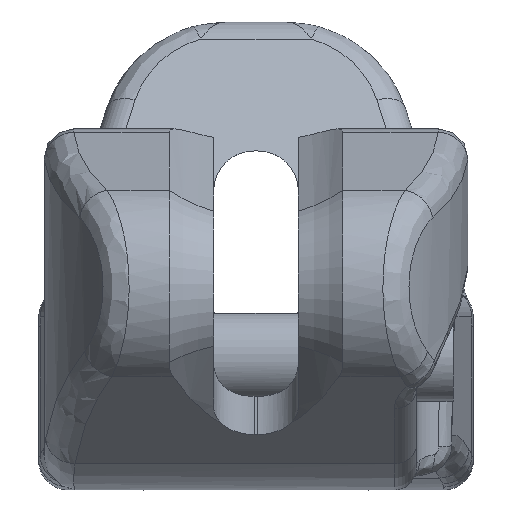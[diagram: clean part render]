
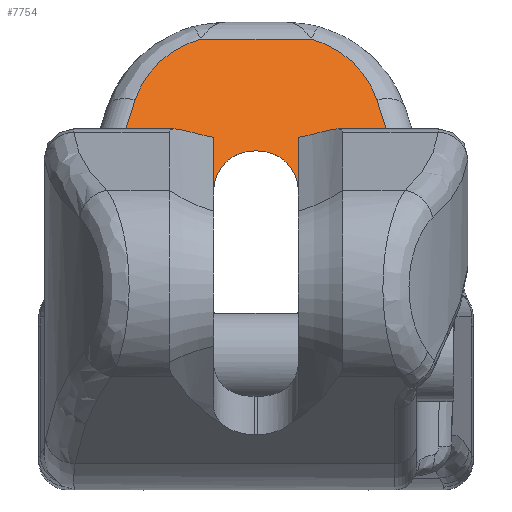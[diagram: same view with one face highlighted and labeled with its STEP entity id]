
A CAD part, front view. The second image highlights one B-rep face of the part: STEP entity #7754.
In plain terms, the highlighted planar face has unit normal (0, -0.843, 0.537).
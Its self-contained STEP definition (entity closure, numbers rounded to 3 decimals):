
#942=DIRECTION('',(0.,0.537,0.843));
#943=VECTOR('',#942,5.539);
#944=CARTESIAN_POINT('',(-5.75,10.628,8.329));
#945=LINE('',#944,#943);
#946=DIRECTION('',(1.,0.,0.));
#947=VECTOR('',#946,15.038);
#948=CARTESIAN_POINT('',(-7.519,26.783,33.686));
#949=LINE('',#948,#947);
#950=DIRECTION('',(0.,0.537,0.843));
#951=VECTOR('',#950,5.539);
#952=CARTESIAN_POINT('',(5.75,10.628,8.329));
#953=LINE('',#952,#951);
#958=DIRECTION('',(1.,0.,0.));
#959=VECTOR('',#958,0.5);
#960=CARTESIAN_POINT('',(-0.25,17.108,18.5));
#961=LINE('',#960,#959);
#980=CARTESIAN_POINT('',(-0.25,17.108,18.5));
#981=CARTESIAN_POINT('',(-0.751,17.108,18.5));
#982=CARTESIAN_POINT('',(-1.603,17.028,18.374));
#983=CARTESIAN_POINT('',(-2.995,16.699,17.858));
#984=CARTESIAN_POINT('',(-4.319,16.065,16.863));
#985=CARTESIAN_POINT('',(-5.4,15.031,15.24));
#986=CARTESIAN_POINT('',(-5.75,14.143,13.845));
#987=CARTESIAN_POINT('',(-5.75,13.604,13.));
#2021=DIRECTION('',(1.,0.,0.));
#2022=VECTOR('',#2021,16.062);
#2023=CARTESIAN_POINT('',(5.75,10.628,8.329));
#2024=LINE('',#2023,#2022);
#2046=DIRECTION('',(-0.259,0.519,0.815));
#2047=VECTOR('',#2046,20.988);
#2048=CARTESIAN_POINT('',(21.812,10.628,8.329));
#2049=LINE('',#2048,#2047);
#2059=CARTESIAN_POINT('',(16.386,21.522,25.428));
#2060=CARTESIAN_POINT('',(16.23,21.836,25.921));
#2061=CARTESIAN_POINT('',(15.853,22.445,26.878));
#2062=CARTESIAN_POINT('',(15.093,23.313,28.24));
#2063=CARTESIAN_POINT('',(14.159,24.114,29.497));
#2064=CARTESIAN_POINT('',(13.067,24.838,30.634));
#2065=CARTESIAN_POINT('',(11.836,25.477,31.636));
#2066=CARTESIAN_POINT('',(10.487,26.02,32.489));
#2067=CARTESIAN_POINT('',(9.041,26.464,33.185));
#2068=CARTESIAN_POINT('',(8.035,26.688,33.538));
#2069=CARTESIAN_POINT('',(7.519,26.783,33.686));
#2103=CARTESIAN_POINT('',(7.519,26.783,33.686));
#2864=CARTESIAN_POINT('',(-7.519,26.783,33.686));
#2879=CARTESIAN_POINT('',(-16.386,21.522,25.428));
#2880=CARTESIAN_POINT('',(-16.23,21.836,25.921));
#2881=CARTESIAN_POINT('',(-15.853,22.445,26.878));
#2882=CARTESIAN_POINT('',(-15.093,23.313,28.24));
#2883=CARTESIAN_POINT('',(-14.159,24.114,29.497));
#2884=CARTESIAN_POINT('',(-13.067,24.838,30.634));
#2885=CARTESIAN_POINT('',(-11.836,25.477,31.636));
#2886=CARTESIAN_POINT('',(-10.487,26.02,32.489));
#2887=CARTESIAN_POINT('',(-9.041,26.464,33.185));
#2888=CARTESIAN_POINT('',(-8.035,26.688,33.538));
#2889=CARTESIAN_POINT('',(-7.519,26.783,33.686));
#2908=DIRECTION('',(0.259,0.519,0.815));
#2909=VECTOR('',#2908,20.988);
#2910=CARTESIAN_POINT('',(-21.812,10.628,8.329));
#2911=LINE('',#2910,#2909);
#2942=DIRECTION('',(-1.,0.,0.));
#2943=VECTOR('',#2942,16.062);
#2944=CARTESIAN_POINT('',(-5.75,10.628,8.329));
#2945=LINE('',#2944,#2943);
#3068=CARTESIAN_POINT('',(0.25,17.108,18.5));
#3069=CARTESIAN_POINT('',(0.751,17.108,18.5));
#3070=CARTESIAN_POINT('',(1.603,17.028,18.374));
#3071=CARTESIAN_POINT('',(2.995,16.699,17.858));
#3072=CARTESIAN_POINT('',(4.319,16.065,16.863));
#3073=CARTESIAN_POINT('',(5.4,15.031,15.24));
#3074=CARTESIAN_POINT('',(5.75,14.143,13.845));
#3075=CARTESIAN_POINT('',(5.75,13.604,13.));
#5408=CARTESIAN_POINT('',(0.25,17.108,18.5));
#5410=VERTEX_POINT('',#5408);
#5412=CARTESIAN_POINT('',(5.75,13.604,13.));
#5414=VERTEX_POINT('',#5412);
#5422=CARTESIAN_POINT('',(5.75,10.628,8.329));
#5423=VERTEX_POINT('',#5422);
#5516=VERTEX_POINT('',#2103);
#5517=VERTEX_POINT('',#2059);
#5519=CARTESIAN_POINT('',(21.812,10.628,8.329));
#5520=VERTEX_POINT('',#5519);
#5571=CARTESIAN_POINT('',(-0.25,17.108,18.5));
#5573=VERTEX_POINT('',#5571);
#5575=CARTESIAN_POINT('',(-5.75,13.604,13.));
#5577=VERTEX_POINT('',#5575);
#5585=CARTESIAN_POINT('',(-5.75,10.628,8.329));
#5586=VERTEX_POINT('',#5585);
#5679=VERTEX_POINT('',#2864);
#5680=VERTEX_POINT('',#2879);
#5682=CARTESIAN_POINT('',(-21.812,10.628,8.329));
#5683=VERTEX_POINT('',#5682);
#7725=CARTESIAN_POINT('',(0.,26.783,33.686));
#7726=DIRECTION('',(0.,-0.843,0.537));
#7727=DIRECTION('',(0.,-0.537,-0.843));
#7728=AXIS2_PLACEMENT_3D('',#7725,#7726,#7727);
#7729=PLANE('',#7728);
#7731=ORIENTED_EDGE('',*,*,#7730,.F.);
#7733=ORIENTED_EDGE('',*,*,#7732,.T.);
#7735=ORIENTED_EDGE('',*,*,#7734,.F.);
#7737=ORIENTED_EDGE('',*,*,#7736,.T.);
#7739=ORIENTED_EDGE('',*,*,#7738,.T.);
#7741=ORIENTED_EDGE('',*,*,#7740,.T.);
#7742=ORIENTED_EDGE('',*,*,#7711,.T.);
#7744=ORIENTED_EDGE('',*,*,#7743,.F.);
#7746=ORIENTED_EDGE('',*,*,#7745,.F.);
#7748=ORIENTED_EDGE('',*,*,#7747,.F.);
#7749=ORIENTED_EDGE('',*,*,#7595,.T.);
#7751=ORIENTED_EDGE('',*,*,#7750,.F.);
#7752=EDGE_LOOP('',(#7731,#7733,#7735,#7737,#7739,#7741,#7742,#7744,#7746,#7748,
#7749,#7751));
#7753=FACE_OUTER_BOUND('',#7752,.F.);
#7754=ADVANCED_FACE('',(#7753),#7729,.T.);
#988=B_SPLINE_CURVE_WITH_KNOTS('',3,(#980,#981,#982,#983,#984,#985,#986,#987),
.UNSPECIFIED.,.F.,.F.,(4,1,1,1,1,4),(0.,0.125,0.25,0.5,0.75,1.),
.UNSPECIFIED.);
#2070=B_SPLINE_CURVE_WITH_KNOTS('',3,(#2059,#2060,#2061,#2062,#2063,#2064,#2065,
#2066,#2067,#2068,#2069),.UNSPECIFIED.,.F.,.F.,(4,1,1,1,1,1,1,1,4),(0.,
0.125,0.25,0.375,0.5,0.625,0.75,0.875,1.),.UNSPECIFIED.);
#2890=B_SPLINE_CURVE_WITH_KNOTS('',3,(#2879,#2880,#2881,#2882,#2883,#2884,#2885,
#2886,#2887,#2888,#2889),.UNSPECIFIED.,.F.,.F.,(4,1,1,1,1,1,1,1,4),(0.,
0.125,0.25,0.375,0.5,0.625,0.75,0.875,1.),.UNSPECIFIED.);
#3076=B_SPLINE_CURVE_WITH_KNOTS('',3,(#3068,#3069,#3070,#3071,#3072,#3073,#3074,
#3075),.UNSPECIFIED.,.F.,.F.,(4,1,1,1,1,4),(0.,0.125,0.25,0.5,0.75,
1.),.UNSPECIFIED.);
#7595=EDGE_CURVE('',#5423,#5414,#953,.T.);
#7711=EDGE_CURVE('',#5679,#5516,#949,.T.);
#7730=EDGE_CURVE('',#5573,#5410,#961,.T.);
#7732=EDGE_CURVE('',#5573,#5577,#988,.T.);
#7734=EDGE_CURVE('',#5586,#5577,#945,.T.);
#7736=EDGE_CURVE('',#5586,#5683,#2945,.T.);
#7738=EDGE_CURVE('',#5683,#5680,#2911,.T.);
#7740=EDGE_CURVE('',#5680,#5679,#2890,.T.);
#7743=EDGE_CURVE('',#5517,#5516,#2070,.T.);
#7745=EDGE_CURVE('',#5520,#5517,#2049,.T.);
#7747=EDGE_CURVE('',#5423,#5520,#2024,.T.);
#7750=EDGE_CURVE('',#5410,#5414,#3076,.T.);
